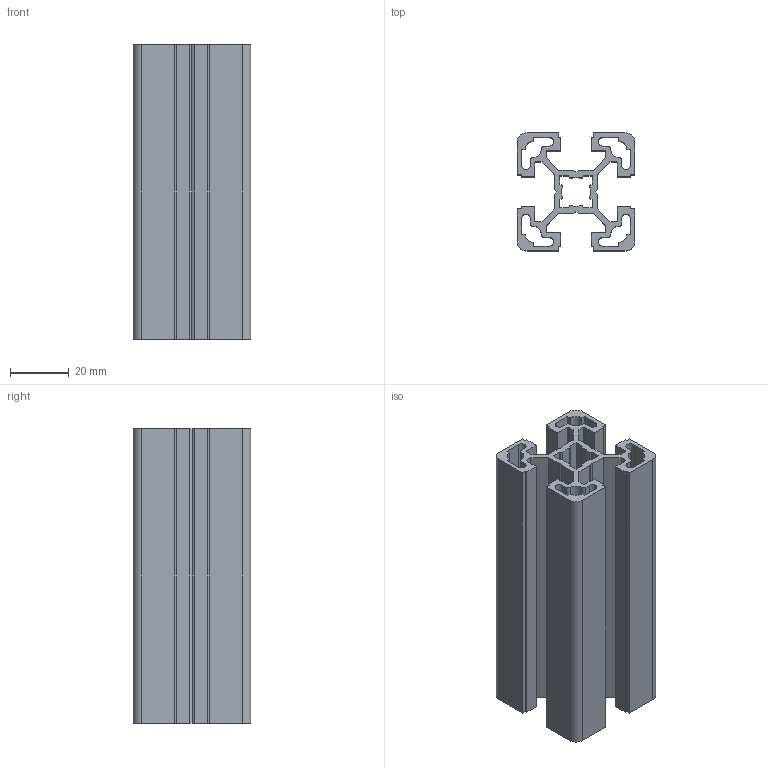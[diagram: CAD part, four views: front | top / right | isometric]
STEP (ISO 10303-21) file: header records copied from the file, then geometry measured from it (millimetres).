
FILE_DESCRIPTION (( 'STEP AP203' ), '1' );
FILE_NAME ('Äåòàëü4.STEP', '2015-06-07T06:01:43', ( 'Advo' ), ( '' ), 'SwSTEP 2.0', 'SolidWorks 2012', '' );
FILE_SCHEMA (( 'CONFIG_CONTROL_DESIGN' ));
Length unit declared in the file: millimetre
Products named in the file (1): 櫻蠉錪4
Bounding box: 40 x 40 x 100 mm (x, y, z)
Volume: 52664.7 mm3; surface area: 52689.1 mm2
Topology: 1 solids, 1 shells, 167 faces, 495 edges, 330 vertices
Faces by surface type: plane 114, cylinder 53
Entity records: 5672 total; most frequent: CARTESIAN_POINT 993, ORIENTED_EDGE 990, DIRECTION 937, EDGE_CURVE 495, LINE 389, VECTOR 389, VERTEX_POINT 330, AXIS2_PLACEMENT_3D 274
